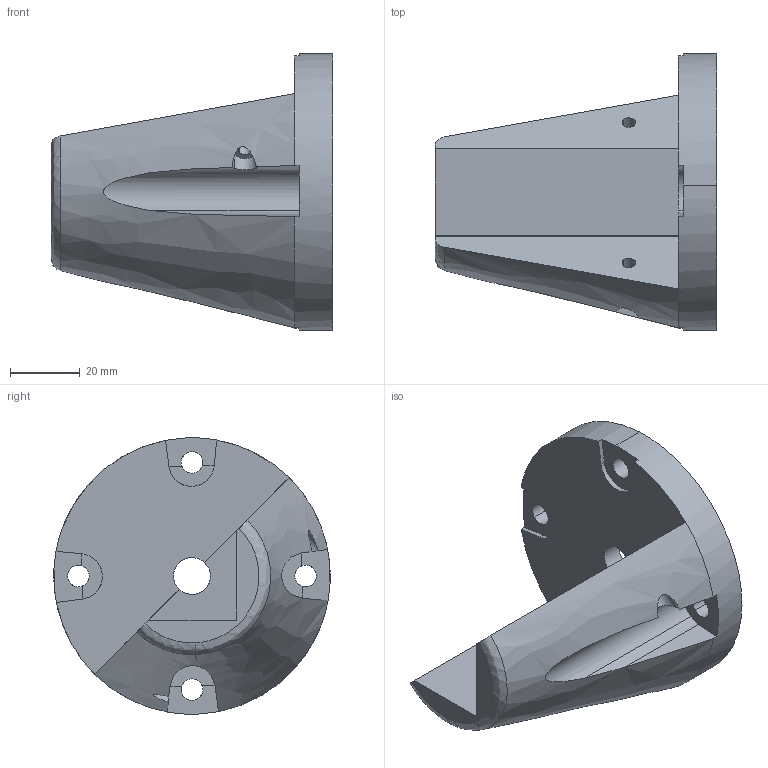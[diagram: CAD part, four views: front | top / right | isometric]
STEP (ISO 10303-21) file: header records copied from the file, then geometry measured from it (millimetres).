
FILE_DESCRIPTION(/* description */ (''),/* implementation_level */ '2;1');
FILE_NAME(/* name */ 'AluminumExtrusionHolder',/* time_stamp */ '2025-08-16T00:15:36-04:00',/* author */ (''),/* organization */ (''),/* preprocessor_version */ 'ST-DEVELOPER v16.5',/* originating_system */ 'Rhino 7.38',/* authorisation */ '');
FILE_SCHEMA (('CONFIG_CONTROL_DESIGN'));
Length unit declared in the file: millimetre
Products named in the file (1): Document
Bounding box: 80.64 x 79.16 x 79.07 mm (x, y, z)
Volume: 114140.2 mm3; surface area: 26178.5 mm2
Topology: 1 solids, 1 shells, 64 faces, 187 edges, 121 vertices
Faces by surface type: plane 30, cylinder 30, bspline 4
Entity records: 2244 total; most frequent: CARTESIAN_POINT 1003, ORIENTED_EDGE 374, EDGE_CURVE 187, VERTEX_POINT 121, B_SPLINE_CURVE_WITH_KNOTS 81, EDGE_LOOP 74, ADVANCED_FACE 64, FACE_OUTER_BOUND 64
